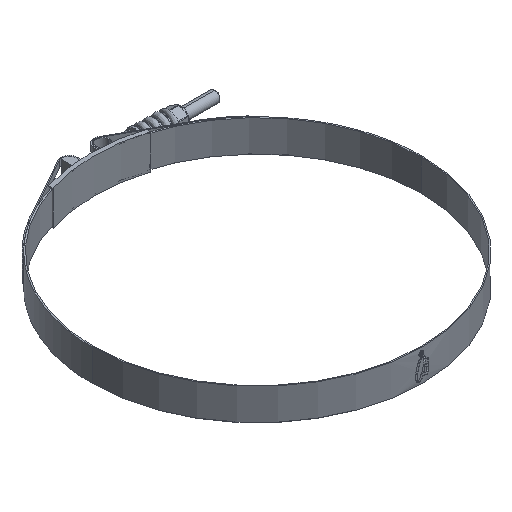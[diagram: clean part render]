
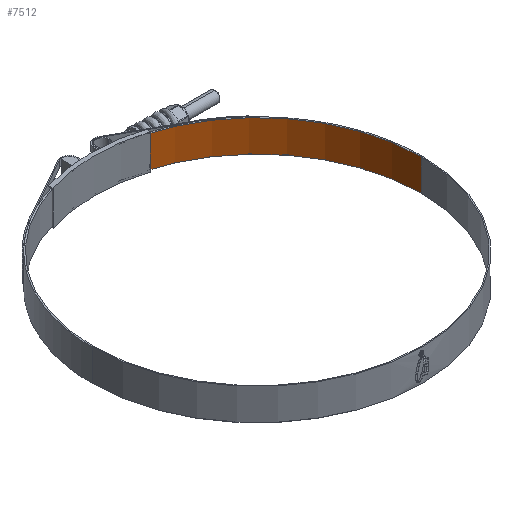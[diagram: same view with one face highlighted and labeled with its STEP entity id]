
A CAD part, isometric view. The second image highlights one B-rep face of the part: STEP entity #7512.
In plain terms, the highlighted cylindrical face has radius 99.2 mm (diameter 198.4 mm), a partial arc.
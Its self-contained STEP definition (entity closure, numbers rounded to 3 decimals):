
#123 = CARTESIAN_POINT ( 'NONE',  ( 9.52, 98.742, 9.55 ) ) ;
#124 = VERTEX_POINT ( 'NONE', #3151 ) ;
#253 = VERTEX_POINT ( 'NONE', #2749 ) ;
#1291 = EDGE_CURVE ( 'NONE', #1947, #9155, #15468, .T. ) ;
#1677 = CARTESIAN_POINT ( 'NONE',  ( 9.52, 98.742, 9.55 ) ) ;
#1947 = VERTEX_POINT ( 'NONE', #123 ) ;
#2749 = CARTESIAN_POINT ( 'NONE',  ( 9.52, 98.742, -9.55 ) ) ;
#2795 = LINE ( 'NONE', #1677, #2902 ) ;
#2902 = VECTOR ( 'NONE', #8143, 1000. ) ;
#3151 = CARTESIAN_POINT ( 'NONE',  ( 99.2, 0., -9.55 ) ) ;
#3159 = VECTOR ( 'NONE', #6516, 1000. ) ;
#3874 = DIRECTION ( 'NONE',  ( 0., 0., -1. ) ) ;
#5277 = AXIS2_PLACEMENT_3D ( 'NONE', #12882, #6606, #5436 ) ;
#5436 = DIRECTION ( 'NONE',  ( -1., 0., 0. ) ) ;
#5491 = EDGE_CURVE ( 'NONE', #1947, #253, #2795, .T. ) ;
#5515 = FACE_OUTER_BOUND ( 'NONE', #12897, .T. ) ;
#5552 = CIRCLE ( 'NONE', #14905, 99.2 ) ;
#6156 = ORIENTED_EDGE ( 'NONE', *, *, #5491, .T. ) ;
#6431 = DIRECTION ( 'NONE',  ( 0., 0., -1. ) ) ;
#6516 = DIRECTION ( 'NONE',  ( 0., 0., -1. ) ) ;
#6601 = CARTESIAN_POINT ( 'NONE',  ( 0., 0., 9.55 ) ) ;
#6606 = DIRECTION ( 'NONE',  ( 0., 0., -1. ) ) ;
#7512 = ADVANCED_FACE ( 'NONE', ( #5515 ), #10298, .F. ) ;
#7557 = CARTESIAN_POINT ( 'NONE',  ( 0., 0., -9.55 ) ) ;
#8143 = DIRECTION ( 'NONE',  ( 0., 0., -1. ) ) ;
#8252 = AXIS2_PLACEMENT_3D ( 'NONE', #6601, #6431, #8967 ) ;
#8967 = DIRECTION ( 'NONE',  ( -1., 0., 0. ) ) ;
#9155 = VERTEX_POINT ( 'NONE', #12464 ) ;
#9288 = CARTESIAN_POINT ( 'NONE',  ( 99.2, 0., 9.55 ) ) ;
#9651 = EDGE_CURVE ( 'NONE', #253, #124, #5552, .T. ) ;
#10298 = CYLINDRICAL_SURFACE ( 'NONE', #5277, 99.2 ) ;
#10585 = EDGE_CURVE ( 'NONE', #9155, #124, #15646, .T. ) ;
#11521 = ORIENTED_EDGE ( 'NONE', *, *, #9651, .T. ) ;
#11640 = ORIENTED_EDGE ( 'NONE', *, *, #1291, .F. ) ;
#12464 = CARTESIAN_POINT ( 'NONE',  ( 99.2, 0., 9.55 ) ) ;
#12882 = CARTESIAN_POINT ( 'NONE',  ( 0., 0., 9.55 ) ) ;
#12897 = EDGE_LOOP ( 'NONE', ( #14217, #11640, #6156, #11521 ) ) ;
#14217 = ORIENTED_EDGE ( 'NONE', *, *, #10585, .F. ) ;
#14905 = AXIS2_PLACEMENT_3D ( 'NONE', #7557, #3874, #15100 ) ;
#15100 = DIRECTION ( 'NONE',  ( -1., 0., 0. ) ) ;
#15468 = CIRCLE ( 'NONE', #8252, 99.2 ) ;
#15646 = LINE ( 'NONE', #9288, #3159 ) ;
